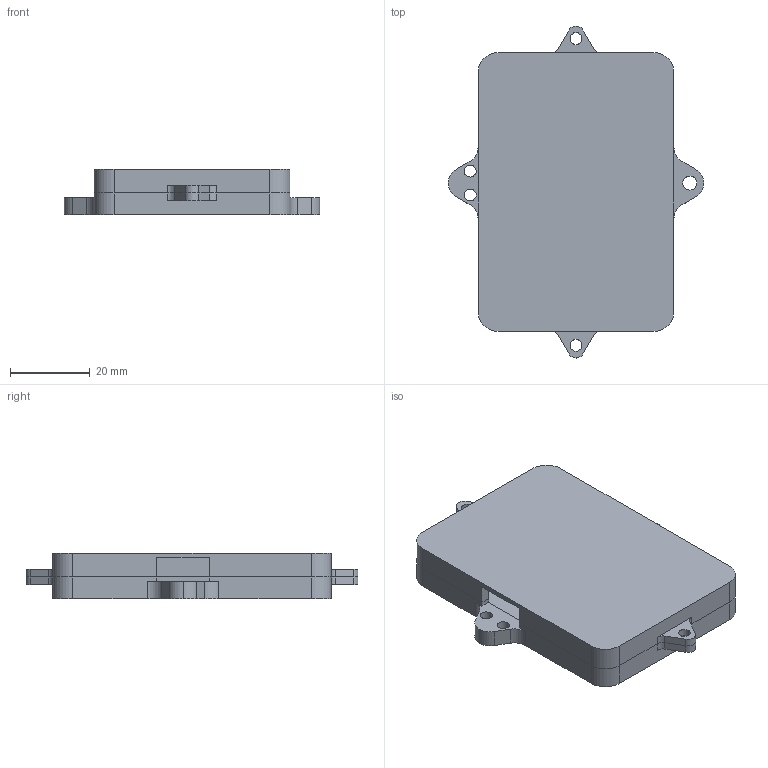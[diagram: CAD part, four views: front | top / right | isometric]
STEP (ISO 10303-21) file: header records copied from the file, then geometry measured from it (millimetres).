
FILE_DESCRIPTION (( 'STEP AP203' ), '1' );
FILE_NAME ('×°ÅäÌå2.STEP', '2025-02-26T08:15:13', ( '' ), ( '' ), 'SwSTEP 2.0', 'SolidWorks 2022', '' );
FILE_SCHEMA (( 'CONFIG_CONTROL_DESIGN' ));
Length unit declared in the file: millimetre
Products named in the file (3): Upper; 装配体2; Lower
Assembly tree (2 placements, depth 2):
  装配体2
    Lower
    Upper
Bounding box: 64.04 x 83.26 x 11.5 mm (x, y, z)
Volume: 15062.3 mm3; surface area: 19037.3 mm2
Topology: 2 solids, 2 shells, 107 faces, 297 edges, 198 vertices
Faces by surface type: plane 58, cylinder 49
Entity records: 3782 total; most frequent: DIRECTION 619, CARTESIAN_POINT 607, ORIENTED_EDGE 594, EDGE_CURVE 297, AXIS2_PLACEMENT_3D 210, LINE 199, VECTOR 199, VERTEX_POINT 198
